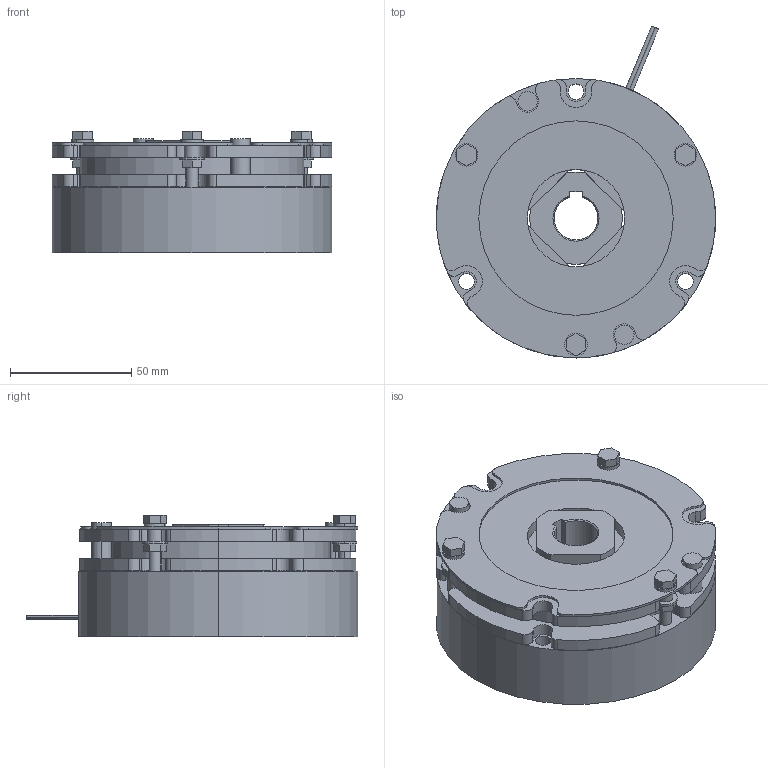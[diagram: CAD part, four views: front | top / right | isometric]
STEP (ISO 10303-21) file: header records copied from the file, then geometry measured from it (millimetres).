
FILE_DESCRIPTION (( 'STEP AP203' ), '1' );
FILE_NAME ('YPP616654.STEP', '2020-12-24T06:11:52', ( '' ), ( '' ), 'SwSTEP 2.0', 'SolidWorks 2016', '' );
FILE_SCHEMA (( 'CONFIG_CONTROL_DESIGN' ));
Length unit declared in the file: millimetre
Products named in the file (1): YPP616654
Bounding box: 115 x 136.62 x 50 mm (x, y, z)
Volume: 397573.5 mm3; surface area: 107989.6 mm2
Topology: 9 solids, 9 shells, 322 faces, 809 edges, 526 vertices
Faces by surface type: cylinder 160, plane 156, cone 6
Entity records: 9908 total; most frequent: DIRECTION 1805, CARTESIAN_POINT 1726, ORIENTED_EDGE 1618, EDGE_CURVE 809, AXIS2_PLACEMENT_3D 681, VERTEX_POINT 526, LINE 443, VECTOR 443
